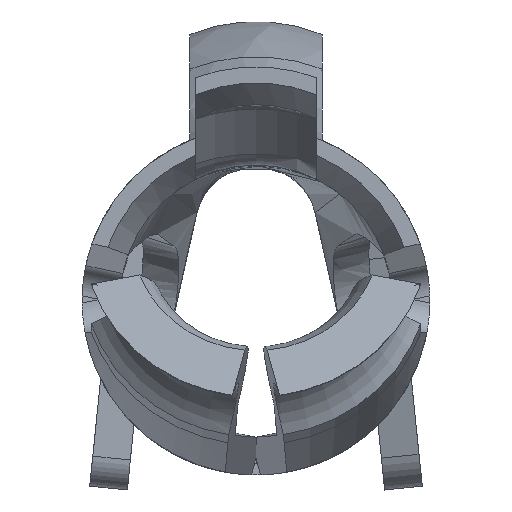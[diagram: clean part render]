
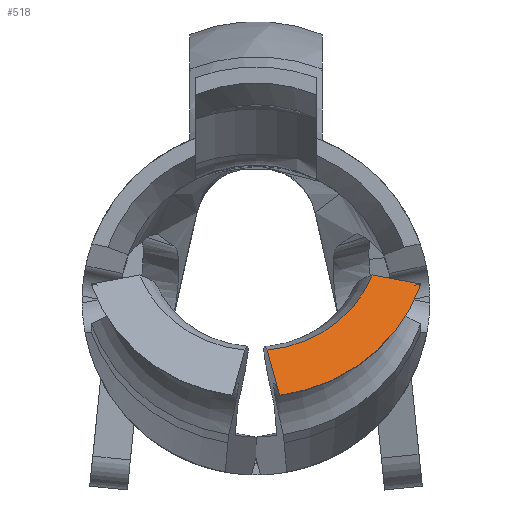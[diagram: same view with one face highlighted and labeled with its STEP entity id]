
A CAD part, front view. The second image highlights one B-rep face of the part: STEP entity #518.
In plain terms, the highlighted planar face has unit normal (0, -0.952, 0.307).
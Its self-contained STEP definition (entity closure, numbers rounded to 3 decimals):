
#158=PLANE('',#2553);
#222=LINE('',#3457,#359);
#223=LINE('',#3462,#360);
#359=VECTOR('',#2770,1.);
#360=VECTOR('',#2773,1.);
#518=ADVANCED_FACE('',(#686),#158,.T.);
#686=FACE_OUTER_BOUND('',#819,.T.);
#819=EDGE_LOOP('',(#1078,#1079,#1080,#1081));
#959=CIRCLE('',#2551,1.15);
#960=CIRCLE('',#2552,0.828);
#1078=ORIENTED_EDGE('',*,*,#2067,.F.);
#1079=ORIENTED_EDGE('',*,*,#2068,.F.);
#1080=ORIENTED_EDGE('',*,*,#2069,.F.);
#1081=ORIENTED_EDGE('',*,*,#2070,.T.);
#1824=VERTEX_POINT('',#3458);
#1825=VERTEX_POINT('',#3459);
#1826=VERTEX_POINT('',#3461);
#1827=VERTEX_POINT('',#3463);
#2067=EDGE_CURVE('',#1824,#1825,#222,.T.);
#2068=EDGE_CURVE('',#1826,#1824,#959,.T.);
#2069=EDGE_CURVE('',#1827,#1826,#223,.T.);
#2070=EDGE_CURVE('',#1827,#1825,#960,.T.);
#2551=AXIS2_PLACEMENT_3D('',#3460,#2771,#2772);
#2552=AXIS2_PLACEMENT_3D('',#3464,#2774,#2775);
#2553=AXIS2_PLACEMENT_3D('',#3465,#2776,#2777);
#2770=DIRECTION('',(-0.256,0.297,0.92));
#2771=DIRECTION('',(0.,0.952,-0.307));
#2772=DIRECTION('',(0.,0.307,0.952));
#2773=DIRECTION('',(0.981,-0.059,-0.184));
#2774=DIRECTION('',(0.,0.952,-0.307));
#2775=DIRECTION('',(0.,0.307,0.952));
#2776=DIRECTION('',(0.,-0.952,0.307));
#2777=DIRECTION('',(0.,-0.307,-0.952));
#3457=CARTESIAN_POINT('',(0.027,0.254,-0.155));
#3458=CARTESIAN_POINT('',(0.157,0.103,-0.623));
#3459=CARTESIAN_POINT('',(0.074,0.2,-0.324));
#3460=CARTESIAN_POINT('',(0.,0.453,0.461));
#3461=CARTESIAN_POINT('',(1.09,0.341,0.113));
#3462=CARTESIAN_POINT('',(1.09,0.341,0.113));
#3463=CARTESIAN_POINT('',(0.771,0.36,0.173));
#3464=CARTESIAN_POINT('',(0.,0.453,0.461));
#3465=CARTESIAN_POINT('',(1.09,0.341,0.113));
